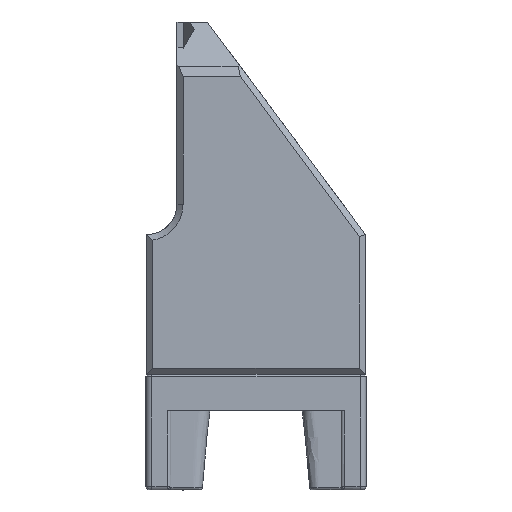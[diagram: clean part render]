
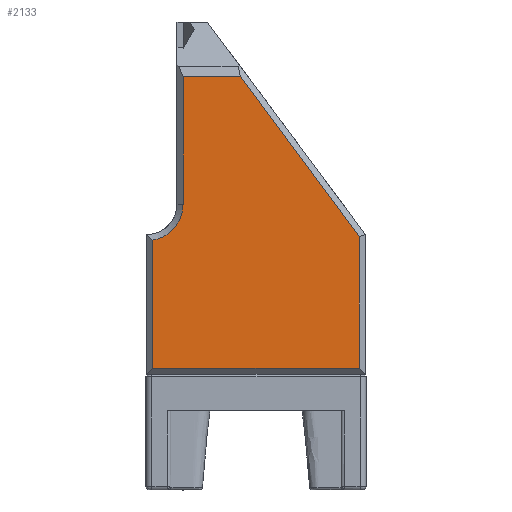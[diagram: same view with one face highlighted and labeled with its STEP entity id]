
A CAD part, top view. The second image highlights one B-rep face of the part: STEP entity #2133.
In plain terms, the highlighted planar face has unit normal (0, 0, 1).
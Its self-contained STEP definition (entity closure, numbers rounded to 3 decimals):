
#177=CIRCLE('',#2324,6.);
#284=FACE_OUTER_BOUND('',#415,.T.);
#415=EDGE_LOOP('',(#1850,#1851,#1852,#1853,#1854,#1855,#1856));
#613=LINE('',#4358,#800);
#617=LINE('',#4365,#804);
#618=LINE('',#4368,#805);
#621=LINE('',#4382,#808);
#623=LINE('',#4386,#810);
#626=LINE('',#4390,#813);
#800=VECTOR('',#2813,10.);
#804=VECTOR('',#2819,10.);
#805=VECTOR('',#2822,10.);
#808=VECTOR('',#2833,10.);
#810=VECTOR('',#2837,10.);
#813=VECTOR('',#2842,10.);
#1004=VERTEX_POINT('',#4355);
#1005=VERTEX_POINT('',#4357);
#1007=VERTEX_POINT('',#4363);
#1008=VERTEX_POINT('',#4367);
#1010=VERTEX_POINT('',#4376);
#1011=VERTEX_POINT('',#4381);
#1012=VERTEX_POINT('',#4385);
#1284=EDGE_CURVE('',#1004,#1005,#613,.T.);
#1288=EDGE_CURVE('',#1007,#1004,#617,.T.);
#1289=EDGE_CURVE('',#1005,#1008,#618,.T.);
#1292=EDGE_CURVE('',#1008,#1010,#177,.T.);
#1295=EDGE_CURVE('',#1010,#1011,#621,.T.);
#1297=EDGE_CURVE('',#1011,#1012,#623,.T.);
#1300=EDGE_CURVE('',#1012,#1007,#626,.T.);
#1850=ORIENTED_EDGE('',*,*,#1284,.F.);
#1851=ORIENTED_EDGE('',*,*,#1288,.F.);
#1852=ORIENTED_EDGE('',*,*,#1300,.F.);
#1853=ORIENTED_EDGE('',*,*,#1297,.F.);
#1854=ORIENTED_EDGE('',*,*,#1295,.F.);
#1855=ORIENTED_EDGE('',*,*,#1292,.F.);
#1856=ORIENTED_EDGE('',*,*,#1289,.F.);
#2020=PLANE('',#2335);
#2133=ADVANCED_FACE('',(#284),#2020,.T.);
#2324=AXIS2_PLACEMENT_3D('',#4377,#2826,#2827);
#2335=AXIS2_PLACEMENT_3D('',#4409,#2861,#2862);
#2813=DIRECTION('',(-1.,0.,0.));
#2819=DIRECTION('',(0.,-1.,0.));
#2822=DIRECTION('',(0.,1.,0.));
#2826=DIRECTION('center_axis',(0.,0.,
1.));
#2827=DIRECTION('ref_axis',(0.,-1.,0.));
#2833=DIRECTION('',(0.,1.,0.));
#2837=DIRECTION('',(1.,0.,0.));
#2842=DIRECTION('',(0.596,-0.803,0.));
#2861=DIRECTION('center_axis',(0.,0.,
1.));
#2862=DIRECTION('ref_axis',(1.,0.,0.));
#4355=CARTESIAN_POINT('',(17.,7.,0.));
#4357=CARTESIAN_POINT('',(-17.,7.,0.));
#4358=CARTESIAN_POINT('',(-9.,7.,0.));
#4363=CARTESIAN_POINT('',(17.,28.669,0.));
#4365=CARTESIAN_POINT('',(17.,6.,0.));
#4367=CARTESIAN_POINT('',(-17.,28.084,0.));
#4368=CARTESIAN_POINT('',(-17.,6.,0.));
#4376=CARTESIAN_POINT('',(-12.,34.,0.));
#4377=CARTESIAN_POINT('Origin',(-18.,34.,0.));
#4381=CARTESIAN_POINT('',(-12.,55.,0.));
#4382=CARTESIAN_POINT('',(-12.,20.,0.));
#4385=CARTESIAN_POINT('',(-2.56,55.,0.));
#4386=CARTESIAN_POINT('',(-16.75,55.,0.));
#4390=CARTESIAN_POINT('',(3.301,47.11,0.));
#4409=CARTESIAN_POINT('Origin',(-18.,6.,0.));
